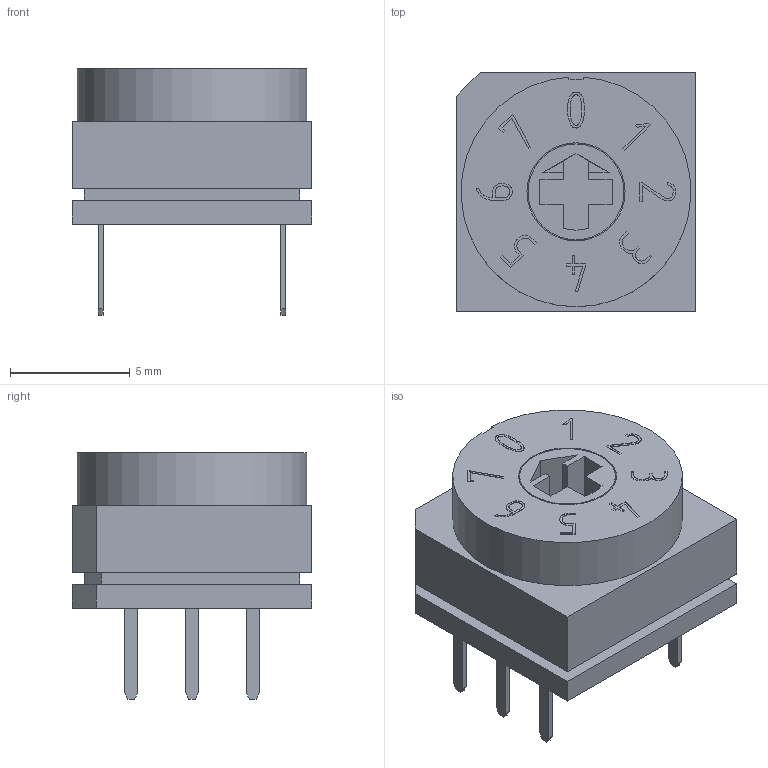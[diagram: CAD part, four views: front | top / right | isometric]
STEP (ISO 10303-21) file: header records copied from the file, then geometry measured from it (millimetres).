
FILE_DESCRIPTION(/* description */ ('Unknown'),/* implementation_level */ '2;1');
FILE_NAME(/* name */ 'SW_Wurth_WS-ROTV_428527520908',/* time_stamp */ '2025-09-18T09:59:28+08:00',/* author */ ('Unknown'),/* organization */ ('Unknown'),/* preprocessor_version */ 'ST-DEVELOPER v19.4',/* originating_system */ 'Solid Edge',/* authorisation */ 'Unknown');
FILE_SCHEMA (('AUTOMOTIVE_DESIGN {1 0 10303 214 3 1 1}'));
Length unit declared in the file: millimetre
Products named in the file (2): SW_Wurth_WS-ROTV_428527520908
Assembly tree (1 placements, depth 2):
  SW_Wurth_WS-ROTV_428527520908
    SW_Wurth_WS-ROTV_428527520908
Bounding box: 10 x 10 x 10.3 mm (x, y, z)
Volume: 561.8 mm3; surface area: 602.7 mm2
Topology: 1 solids, 1 shells, 162 faces, 414 edges, 276 vertices
Faces by surface type: plane 139, bspline 18, cylinder 5
Full cylindrical faces by diameter (mm): 4 x1, 4.1 x1
Entity records: 6565 total; most frequent: CARTESIAN_POINT 1758, ORIENTED_EDGE 820, DIRECTION 584, EDGE_CURVE 410, VERTEX_POINT 276, LINE 272, VECTOR 272, EDGE_LOOP 188
